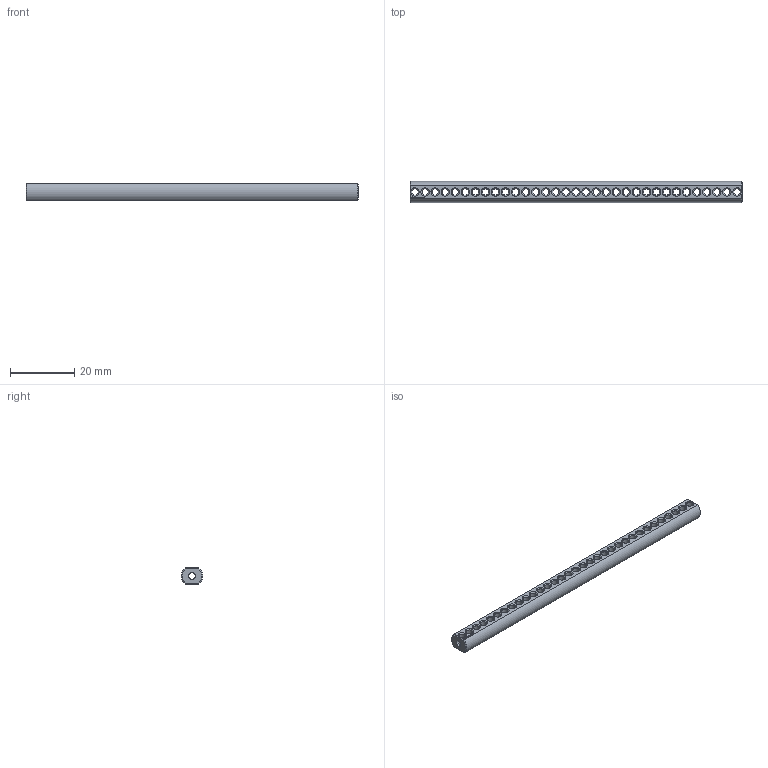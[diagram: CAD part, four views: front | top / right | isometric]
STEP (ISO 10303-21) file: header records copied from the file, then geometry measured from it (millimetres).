
FILE_DESCRIPTION(('FreeCAD Model'),'2;1');
FILE_NAME('Open CASCADE Shape Model','2024-06-18T13:04:26',(''),(''), 'Open CASCADE STEP processor 7.6','FreeCAD','Unknown');
FILE_SCHEMA(('AUTOMOTIVE_DESIGN { 1 0 10303 214 1 1 1 1 }'));
Length unit declared in the file: millimetre
Products named in the file (1): Shaft IDX BU08.25 - SPN-SFT-0153 (stemfie.org)
Bounding box: 103.12 x 6.6 x 5 mm (x, y, z)
Volume: 2352.8 mm3; surface area: 2989.3 mm2
Topology: 1 solids, 1 shells, 656 faces, 1945 edges, 1250 vertices
Faces by surface type: plane 320, extrusion 164, cylinder 102, cone 70
Full cylindrical faces by diameter (mm): 2 x100
Entity records: 22329 total; most frequent: CARTESIAN_POINT 4836, ORIENTED_EDGE 3890, DIRECTION 3189, EDGE_CURVE 1945, VECTOR 1359, VERTEX_POINT 1250, LINE 1195, AXIS2_PLACEMENT_3D 915
